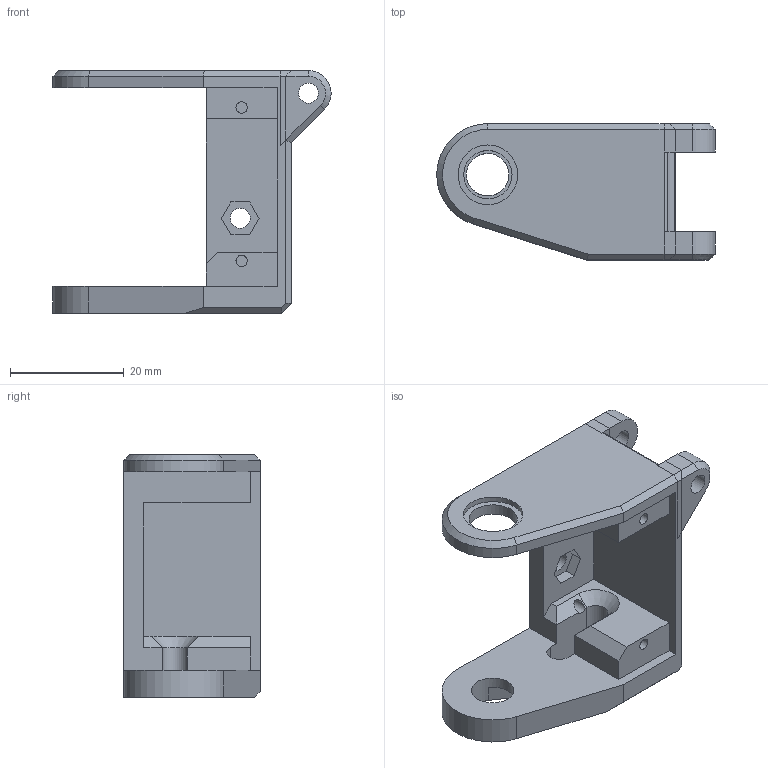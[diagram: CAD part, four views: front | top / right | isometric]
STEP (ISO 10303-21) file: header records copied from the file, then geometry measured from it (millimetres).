
FILE_DESCRIPTION(/* description */ ('FreeCAD Model'),/* implementation_level */ '2;1');
FILE_NAME(/* name */ 'leftBracket.stp',/* time_stamp */ '2020-11-14T18:43:44+01:00',/* author */ ('fredy'),/* organization */ (''),/* preprocessor_version */ 'ST-DEVELOPER v18',/* originating_system */ 'Autodesk Inventor 2020',/* authorisation */ 'Unknown');
FILE_SCHEMA (('AUTOMOTIVE_DESIGN { 1 0 10303 214 3 1 1 }'));
Length unit declared in the file: millimetre
Products named in the file (1): leftBracket_neu
Bounding box: 48.97 x 24 x 42.75 mm (x, y, z)
Volume: 11792.2 mm3; surface area: 7609.7 mm2
Topology: 1 solids, 1 shells, 89 faces, 242 edges, 156 vertices
Faces by surface type: plane 66, cylinder 19, cone 4
Full cylindrical faces by diameter (mm): 2 x3, 3.5 x3, 7.5 x1, 8.5 x1, 10.5 x1
Entity records: 2870 total; most frequent: CARTESIAN_POINT 488, DIRECTION 486, ORIENTED_EDGE 484, EDGE_CURVE 242, LINE 178, VECTOR 178, VERTEX_POINT 156, AXIS2_PLACEMENT_3D 154
